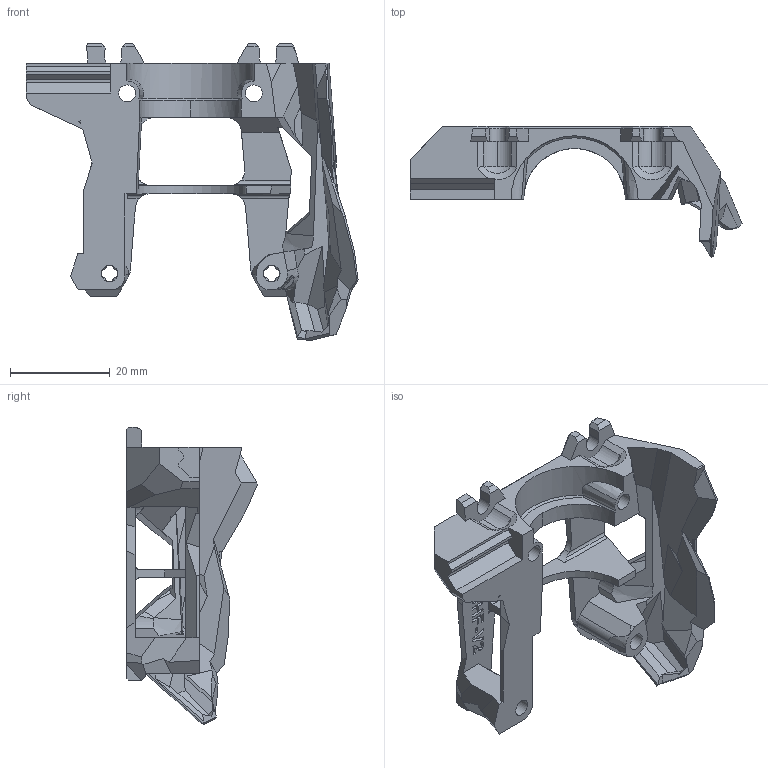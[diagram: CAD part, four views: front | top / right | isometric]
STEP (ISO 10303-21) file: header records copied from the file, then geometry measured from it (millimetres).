
FILE_DESCRIPTION(('HOOPS Exchange Step'),'2;1');
FILE_NAME('temp_export','2025-02-22T11:15:57+08:00',('junyu'),('Shapr3D Limited'),'HOOPS Exchange 2024.8','Shapr3D','Authorized');
FILE_SCHEMA( ('AP242_MANAGED_MODEL_BASED_3D_ENGINEERING_MIM_LF {1 0 10303 442 1 1 4}') );
Length unit declared in the file: millimetre
Products named in the file (1): root
Bounding box: 66.58 x 26.26 x 59.7 mm (x, y, z)
Volume: 10735.7 mm3; surface area: 9607.8 mm2
Topology: 1 solids, 2 shells, 657 faces, 1905 edges, 1234 vertices
Faces by surface type: plane 457, cylinder 108, bspline 56, cone 36
Full cylindrical faces by diameter (mm): 3.4 x6, 6 x2
Entity records: 23447 total; most frequent: CARTESIAN_POINT 6554, ORIENTED_EDGE 3810, DIRECTION 3072, EDGE_CURVE 1905, VECTOR 1426, LINE 1426, VERTEX_POINT 1234, AXIS2_PLACEMENT_3D 823
